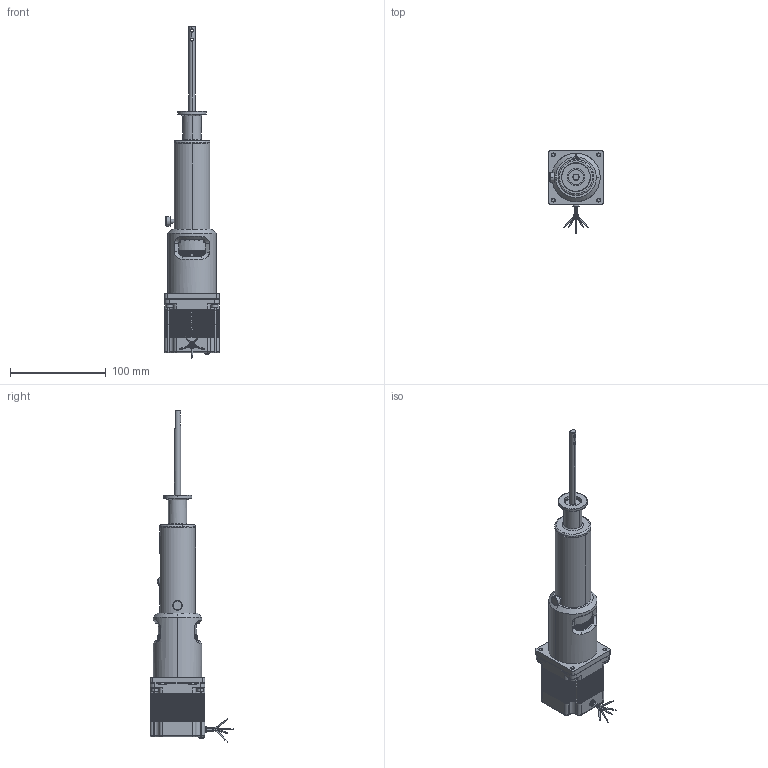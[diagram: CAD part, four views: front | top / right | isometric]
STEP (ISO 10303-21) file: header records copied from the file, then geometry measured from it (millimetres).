
FILE_DESCRIPTION (( 'STEP AP203' ), '1' );
FILE_NAME ('102250.12.stp', '2019-04-04T21:18:28', ( '' ), ( '' ), 'SwSTEP 2.0', 'SolidWorks 2012', '' );
FILE_SCHEMA (( 'CONFIG_CONTROL_DESIGN' ));
Length unit declared in the file: centimetre
Products named in the file (1): 102250.12
Bounding box: 56.9 x 87.06 x 346.06 mm (x, y, z)
Volume: 420458.5 mm3; surface area: 51791.8 mm2
Topology: 1 solids, 6 shells, 3688 faces, 8399 edges, 4791 vertices
Faces by surface type: plane 1761, cone 891, cylinder 840, bspline 196
Entity records: 128146 total; most frequent: CARTESIAN_POINT 47351, ORIENTED_EDGE 16774, DIRECTION 16658, EDGE_CURVE 8387, AXIS2_PLACEMENT_3D 5762, VECTOR 5134, LINE 5134, VERTEX_POINT 4789
